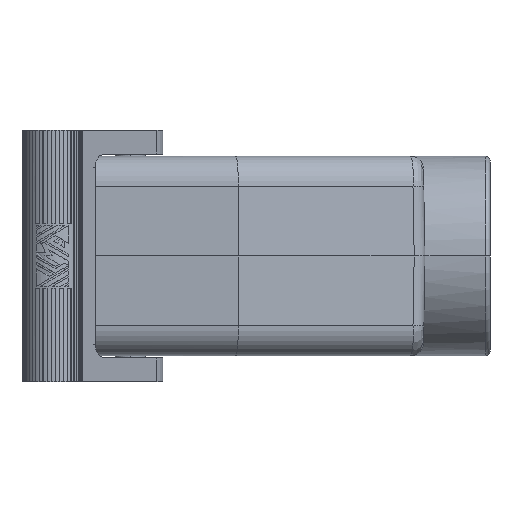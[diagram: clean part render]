
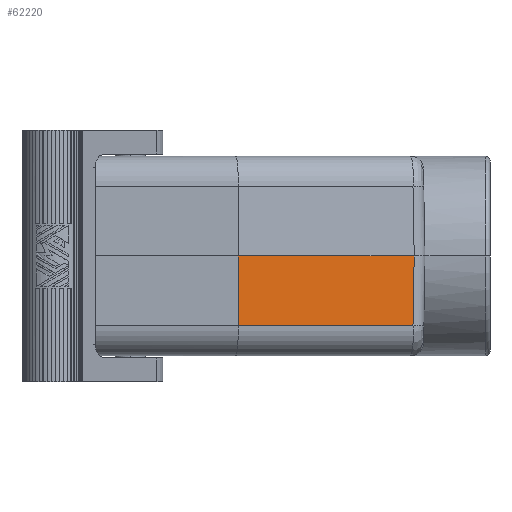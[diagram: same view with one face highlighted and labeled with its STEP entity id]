
A CAD part, left-side view. The second image highlights one B-rep face of the part: STEP entity #62220.
In plain terms, the highlighted face is planar.
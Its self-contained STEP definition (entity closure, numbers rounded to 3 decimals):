
#61830=CARTESIAN_POINT('',(56.499,68.576,
-8.061));
#61840=DIRECTION('',(0.985,0.174,
-0.017));
#61850=DIRECTION('',(-0.017,-0.003,
-1.));
#61860=AXIS2_PLACEMENT_3D('',#61830,#61840,#61850);
#61870=PLANE('',#61860);
#61880=CARTESIAN_POINT('',(56.36,68.552,
-16.122));
#61890=DIRECTION('',(-0.174,0.985,
0.));
#61900=VECTOR('',#61890,1.);
#61910=LINE('',#61880,#61900);
#61920=CARTESIAN_POINT('',(58.472,56.576,
-16.122));
#61930=VERTEX_POINT('',#61920);
#61940=CARTESIAN_POINT('',(51.372,96.84,
-16.122));
#61950=VERTEX_POINT('',#61940);
#61960=EDGE_CURVE('',#61930,#61950,#61910,.T.);
#61970=ORIENTED_EDGE('',*,*,#61960,.T.);
#61980=CARTESIAN_POINT('',(58.753,56.6,0.));
#61990=DIRECTION('',(0.017,0.002,
1.));
#62000=VECTOR('',#61990,1.);
#62010=LINE('',#61980,#62000);
#62020=CARTESIAN_POINT('',(58.753,56.6,
0.));
#62030=VERTEX_POINT('',#62020);
#62040=EDGE_CURVE('',#61930,#62030,#62010,.T.);
#62050=ORIENTED_EDGE('',*,*,#62040,.F.);
#62060=CARTESIAN_POINT('',(58.893,55.81,
0.));
#62070=DIRECTION('',(-0.174,0.985,
0.));
#62080=VECTOR('',#62070,1.);
#62090=LINE('',#62060,#62080);
#62100=CARTESIAN_POINT('',(51.608,97.122,
0.));
#62110=VERTEX_POINT('',#62100);
#62120=EDGE_CURVE('',#62030,#62110,#62090,.T.);
#62130=ORIENTED_EDGE('',*,*,#62120,.F.);
#62140=CARTESIAN_POINT('',(51.608,97.121,
-0.052));
#62150=DIRECTION('',(0.015,0.017,
1.));
#62160=VECTOR('',#62150,1.);
#62170=LINE('',#62140,#62160);
#62180=EDGE_CURVE('',#61950,#62110,#62170,.T.);
#62190=ORIENTED_EDGE('',*,*,#62180,.T.);
#62200=EDGE_LOOP('',(#62190,#62130,#62050,#61970));
#62210=FACE_OUTER_BOUND('',#62200,.T.);
#62220=ADVANCED_FACE('',(#62210),#61870,.T.);
